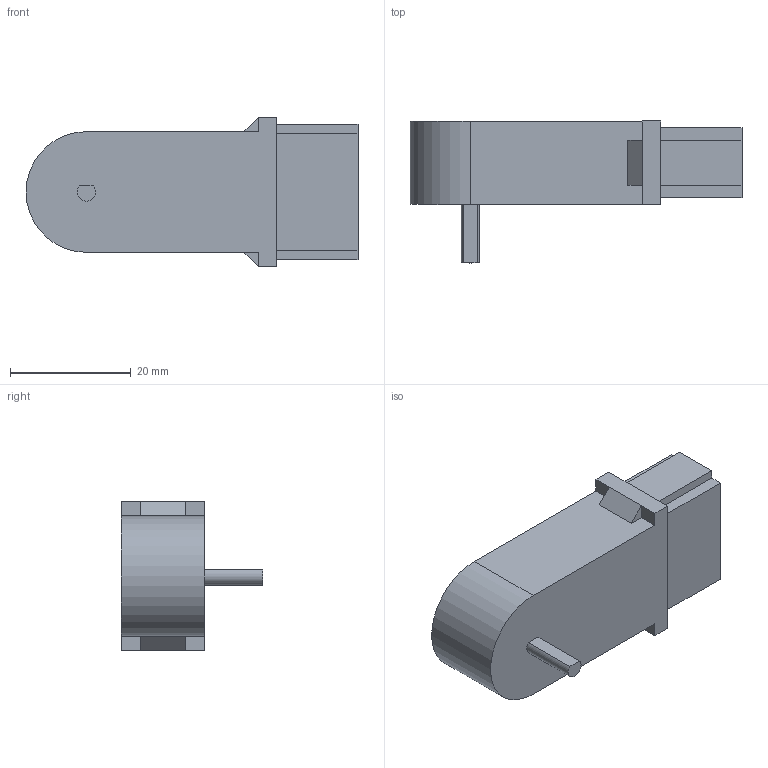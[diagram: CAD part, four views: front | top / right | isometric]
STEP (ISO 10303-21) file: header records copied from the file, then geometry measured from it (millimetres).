
FILE_DESCRIPTION(/* description */ ('STEP AP214'),/* implementation_level */ '2;1');
FILE_NAME(/* name */ '611aa083a55a313fc6799681',/* time_stamp */ '2021-08-16T17:29:39+00:00',/* author */ (''),/* organization */ (''),/* preprocessor_version */ 'ST-DEVELOPER v18.1',/* originating_system */ ' ',/* authorisation */ ' ');
FILE_SCHEMA (('AUTOMOTIVE_DESIGN {1 0 10303 214 3 1 1}'));
Length unit declared in the file: metre
Products named in the file (1): Part 1
Bounding box: 55 x 23.5 x 24.8 mm (x, y, z)
Volume: 14495.8 mm3; surface area: 4311.4 mm2
Topology: 1 solids, 1 shells, 34 faces, 86 edges, 56 vertices
Faces by surface type: plane 32, cylinder 2
Entity records: 1054 total; most frequent: CARTESIAN_POINT 177, ORIENTED_EDGE 172, DIRECTION 160, EDGE_CURVE 86, LINE 82, VECTOR 82, VERTEX_POINT 56, AXIS2_PLACEMENT_3D 39
